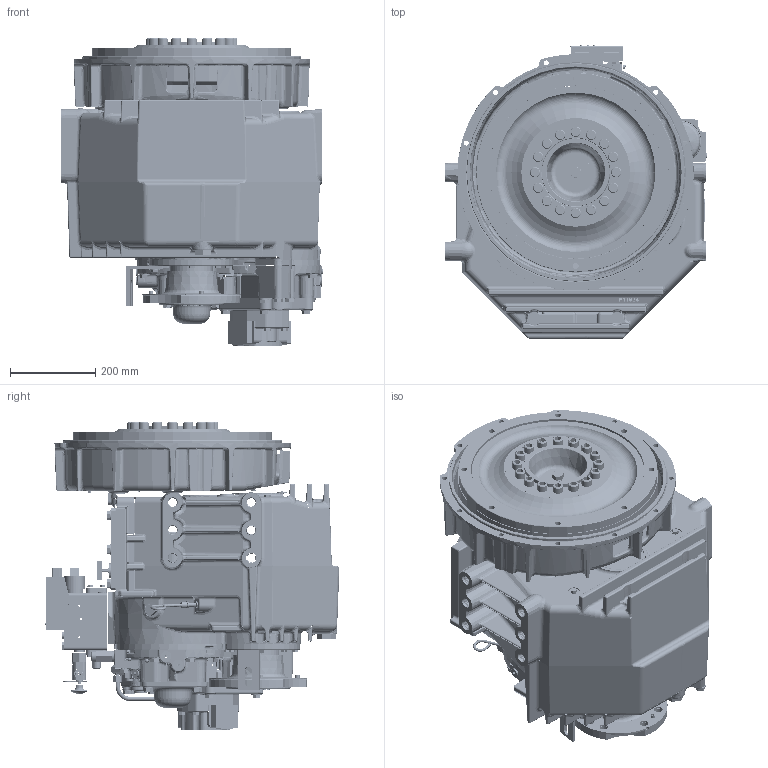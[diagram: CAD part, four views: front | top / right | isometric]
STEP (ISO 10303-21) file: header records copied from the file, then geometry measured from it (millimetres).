
FILE_DESCRIPTION (( 'STEP AP214' ), '1' );
FILE_NAME ('1027608.STEP', '2014-11-26T00:18:31', ( '' ), ( '' ), 'SwSTEP 2.0', 'SolidWorks 2010', '' );
FILE_SCHEMA (( 'AUTOMOTIVE_DESIGN' ));
Length unit declared in the file: millimetre
Products named in the file (1): 1027608
Bounding box: 611.46 x 689.76 x 718.71 mm (x, y, z)
Surface area: 4222870.9 mm2 (no closed solid volume)
Topology: 0 solids, 1094 shells, 6492 faces, 25174 edges, 19128 vertices
Faces by surface type: plane 2730, cylinder 1588, bspline 962, cone 560, torus 462, sphere 190
Entity records: 407394 total; most frequent: CARTESIAN_POINT 138857, DIRECTION 38999, ORIENTED_EDGE 35863, EDGE_CURVE 24985, VERTEX_POINT 19098, AXIS2_PLACEMENT_3D 13733, VECTOR 11533, LINE 11533
